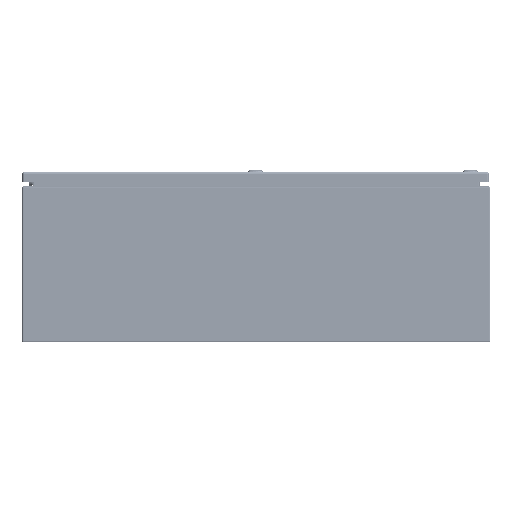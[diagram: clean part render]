
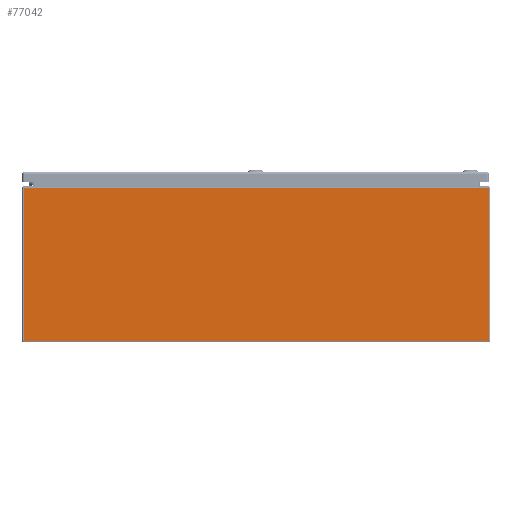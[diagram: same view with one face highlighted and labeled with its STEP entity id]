
A CAD part, front view. The second image highlights one B-rep face of the part: STEP entity #77042.
In plain terms, the highlighted planar face has unit normal (0, -1, 0).
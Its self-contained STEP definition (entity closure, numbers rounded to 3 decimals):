
#7457=LINE('',#108128,#12524);
#7460=LINE('',#108151,#12527);
#7477=LINE('',#108212,#12544);
#7486=LINE('',#108236,#12553);
#12524=VECTOR('',#89481,0.394);
#12527=VECTOR('',#89506,0.394);
#12544=VECTOR('',#89587,0.394);
#12553=VECTOR('',#89622,0.394);
#18844=FACE_OUTER_BOUND('',#23570,.T.);
#23570=EDGE_LOOP('',(#51293,#51294,#51295,#51296));
#31419=VERTEX_POINT('',#108120);
#31421=VERTEX_POINT('',#108126);
#31427=VERTEX_POINT('',#108143);
#31430=VERTEX_POINT('',#108150);
#39052=EDGE_CURVE('',#31421,#31419,#7457,.T.);
#39062=EDGE_CURVE('',#31427,#31430,#7460,.T.);
#39095=EDGE_CURVE('',#31430,#31421,#7477,.T.);
#39109=EDGE_CURVE('',#31427,#31419,#7486,.T.);
#51293=ORIENTED_EDGE('',*,*,#39052,.F.);
#51294=ORIENTED_EDGE('',*,*,#39095,.F.);
#51295=ORIENTED_EDGE('',*,*,#39062,.F.);
#51296=ORIENTED_EDGE('',*,*,#39109,.T.);
#75279=PLANE('',#82734);
#77042=ADVANCED_FACE('',(#18844),#75279,.F.);
#82734=AXIS2_PLACEMENT_3D('',#108235,#89620,#89621);
#89481=DIRECTION('',(0.,0.,-1.));
#89506=DIRECTION('',(0.,0.,1.));
#89587=DIRECTION('',(1.,0.,0.));
#89620=DIRECTION('center_axis',(0.,1.,0.));
#89621=DIRECTION('ref_axis',(1.,0.,0.));
#89622=DIRECTION('',(1.,0.,0.));
#108120=CARTESIAN_POINT('',(17.901,-18.,0.099));
#108126=CARTESIAN_POINT('',(17.901,-18.,11.901));
#108128=CARTESIAN_POINT('',(17.901,-18.,6.009));
#108143=CARTESIAN_POINT('',(-17.901,-18.,0.099));
#108150=CARTESIAN_POINT('',(-17.901,-18.,11.901));
#108151=CARTESIAN_POINT('',(-17.901,-18.,6.009));
#108212=CARTESIAN_POINT('',(11.937,-18.,11.901));
#108235=CARTESIAN_POINT('Origin',(0.,-18.,6.009));
#108236=CARTESIAN_POINT('',(0.,-18.,0.099));
